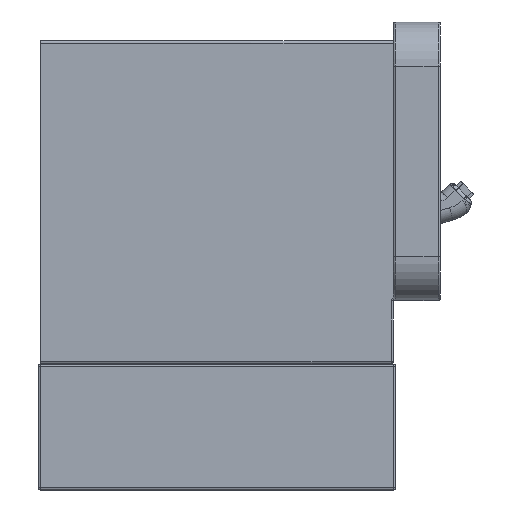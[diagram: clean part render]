
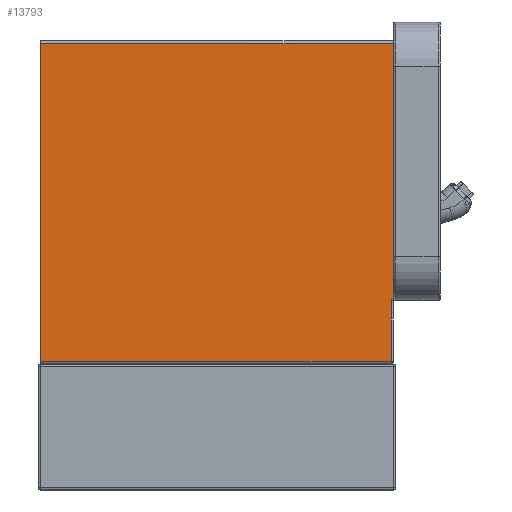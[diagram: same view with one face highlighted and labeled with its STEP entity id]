
A CAD part, front view. The second image highlights one B-rep face of the part: STEP entity #13793.
In plain terms, the highlighted planar face has unit normal (0, -1, 0).
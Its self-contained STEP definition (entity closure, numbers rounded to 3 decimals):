
#2541=DIRECTION('',(0.,0.,1.));
#2542=VECTOR('',#2541,121.5);
#2543=CARTESIAN_POINT('',(129.9,-154.,31.));
#2544=LINE('',#2543,#2542);
#2619=CARTESIAN_POINT('',(-37.9,-154.,1.));
#2625=CARTESIAN_POINT('',(-37.9,-154.,152.5));
#2636=DIRECTION('',(0.,0.,-1.));
#2637=VECTOR('',#2636,151.5);
#2638=CARTESIAN_POINT('',(-37.9,-154.,152.5));
#2639=LINE('',#2638,#2637);
#4473=DIRECTION('',(0.,0.,-1.));
#4474=VECTOR('',#4473,29.);
#4475=CARTESIAN_POINT('',(128.9,-154.,30.));
#4476=LINE('',#4475,#4474);
#4477=DIRECTION('',(-1.,0.,0.));
#4478=VECTOR('',#4477,166.8);
#4479=CARTESIAN_POINT('',(128.9,-154.,1.));
#4480=LINE('',#4479,#4478);
#4481=DIRECTION('',(-1.,0.,0.));
#4482=VECTOR('',#4481,167.8);
#4483=CARTESIAN_POINT('',(129.9,-154.,152.5));
#4484=LINE('',#4483,#4482);
#4485=CARTESIAN_POINT('',(129.9,-154.,30.));
#4486=DIRECTION('',(0.,-1.,0.));
#4487=DIRECTION('',(0.,0.,1.));
#4488=AXIS2_PLACEMENT_3D('',#4485,#4486,#4487);
#6913=CARTESIAN_POINT('',(129.9,-154.,31.));
#6914=VERTEX_POINT('',#6913);
#6917=CARTESIAN_POINT('',(128.9,-154.,30.));
#6918=CARTESIAN_POINT('',(128.9,-154.,1.));
#6919=VERTEX_POINT('',#6917);
#6920=VERTEX_POINT('',#6918);
#6924=VERTEX_POINT('',#2619);
#6925=VERTEX_POINT('',#2625);
#6929=CARTESIAN_POINT('',(129.9,-154.,152.5));
#6930=VERTEX_POINT('',#6929);
#13778=CARTESIAN_POINT('',(129.9,-154.,153.5));
#13779=DIRECTION('',(0.,-1.,0.));
#13780=DIRECTION('',(0.,0.,-1.));
#13781=AXIS2_PLACEMENT_3D('',#13778,#13779,#13780);
#13782=PLANE('',#13781);
#13784=ORIENTED_EDGE('',*,*,#13783,.T.);
#13785=ORIENTED_EDGE('',*,*,#13771,.T.);
#13786=ORIENTED_EDGE('',*,*,#11310,.F.);
#13787=ORIENTED_EDGE('',*,*,#11279,.F.);
#13788=ORIENTED_EDGE('',*,*,#11236,.F.);
#13790=ORIENTED_EDGE('',*,*,#13789,.T.);
#13791=EDGE_LOOP('',(#13784,#13785,#13786,#13787,#13788,#13790));
#13792=FACE_OUTER_BOUND('',#13791,.F.);
#4489=CIRCLE('',#4488,1.);
#11236=EDGE_CURVE('',#6914,#6930,#2544,.T.);
#11279=EDGE_CURVE('',#6930,#6925,#4484,.T.);
#11310=EDGE_CURVE('',#6925,#6924,#2639,.T.);
#13771=EDGE_CURVE('',#6920,#6924,#4480,.T.);
#13783=EDGE_CURVE('',#6919,#6920,#4476,.T.);
#13789=EDGE_CURVE('',#6914,#6919,#4489,.T.);
#13793=ADVANCED_FACE('',(#13792),#13782,.T.);
